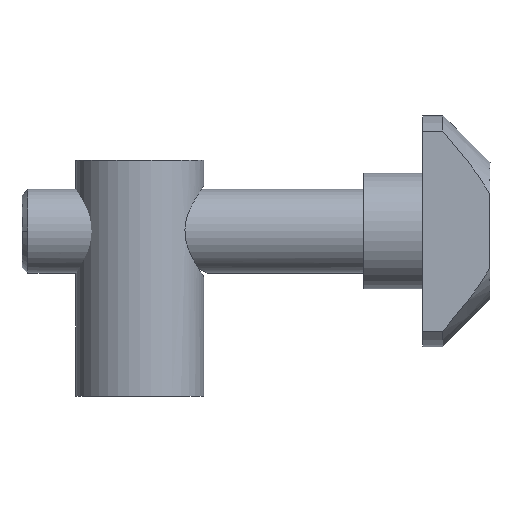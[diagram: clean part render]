
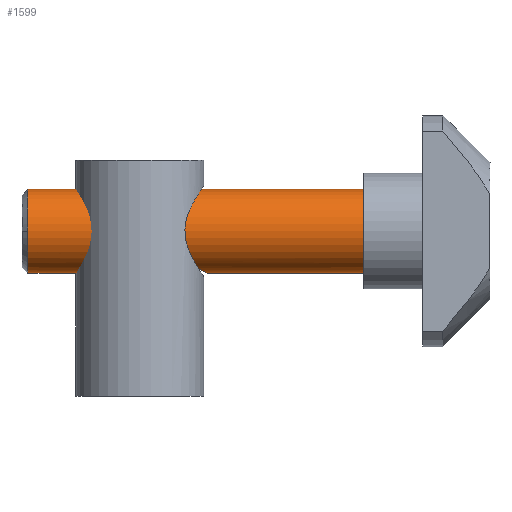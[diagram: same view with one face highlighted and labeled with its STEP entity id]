
A CAD part, top view. The second image highlights one B-rep face of the part: STEP entity #1599.
In plain terms, the highlighted cylindrical face has radius 3.55 mm (diameter 7.1 mm), a partial arc.
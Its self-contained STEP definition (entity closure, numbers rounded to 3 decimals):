
#24 = CARTESIAN_POINT ( 'NONE',  ( -20.3, -3.55, 0. ) ) ;
#37 = VERTEX_POINT ( 'NONE', #714 ) ;
#69 = CARTESIAN_POINT ( 'NONE',  ( -20.098, -3.444, 0.887 ) ) ;
#77 = CARTESIAN_POINT ( 'NONE',  ( -16.534, -2.275, 2.725 ) ) ;
#85 = CARTESIAN_POINT ( 'NONE',  ( -12.345, -3.526, 0.463 ) ) ;
#88 = VERTEX_POINT ( 'NONE', #227 ) ;
#95 = DIRECTION ( 'NONE',  ( -1., 0., 0. ) ) ;
#100 = ORIENTED_EDGE ( 'NONE', *, *, #567, .F. ) ;
#113 = VERTEX_POINT ( 'NONE', #1480 ) ;
#144 = LINE ( 'NONE', #1349, #989 ) ;
#158 = ORIENTED_EDGE ( 'NONE', *, *, #1546, .T. ) ;
#219 = CARTESIAN_POINT ( 'NONE',  ( -15.843, -2.275, 2.725 ) ) ;
#227 = CARTESIAN_POINT ( 'NONE',  ( -27.5, 0., 3.55 ) ) ;
#249 = DIRECTION ( 'NONE',  ( -1., 0., 0. ) ) ;
#259 = VECTOR ( 'NONE', #95, 1000. ) ;
#268 = VERTEX_POINT ( 'NONE', #521 ) ;
#337 = DIRECTION ( 'NONE',  ( -1., 0., 0. ) ) ;
#340 = CARTESIAN_POINT ( 'NONE',  ( -18.079, -2.571, 2.45 ) ) ;
#346 = CARTESIAN_POINT ( 'NONE',  ( -19.986, -3.386, 1.082 ) ) ;
#349 = ORIENTED_EDGE ( 'NONE', *, *, #447, .T. ) ;
#355 = DIRECTION ( 'NONE',  ( 0., -1., 0. ) ) ;
#363 = CARTESIAN_POINT ( 'NONE',  ( -16.765, -2.292, 2.711 ) ) ;
#411 = VECTOR ( 'NONE', #337, 1000. ) ;
#447 = EDGE_CURVE ( 'NONE', #268, #37, #999, .T. ) ;
#466 = EDGE_CURVE ( 'NONE', #113, #1171, #1296, .T. ) ;
#499 = CARTESIAN_POINT ( 'NONE',  ( -19.055, -2.943, 1.99 ) ) ;
#501 = AXIS2_PLACEMENT_3D ( 'NONE', #792, #1209, #1511 ) ;
#505 = CARTESIAN_POINT ( 'NONE',  ( -13.368, -3.022, 1.87 ) ) ;
#521 = CARTESIAN_POINT ( 'NONE',  ( -20.3, -3.55, 0. ) ) ;
#534 = LINE ( 'NONE', #615, #411 ) ;
#567 = EDGE_CURVE ( 'NONE', #113, #37, #144, .T. ) ;
#615 = CARTESIAN_POINT ( 'NONE',  ( 1., 3.55, 0. ) ) ;
#621 = CARTESIAN_POINT ( 'NONE',  ( -12.463, -3.465, 0.782 ) ) ;
#629 = CARTESIAN_POINT ( 'NONE',  ( -18.486, -2.712, 2.294 ) ) ;
#632 = EDGE_LOOP ( 'NONE', ( #1238, #158, #1684, #1431, #1540, #349, #100 ) ) ;
#635 = EDGE_CURVE ( 'NONE', #88, #973, #696, .T. ) ;
#638 = CARTESIAN_POINT ( 'NONE',  ( -12.881, -3.252, 1.436 ) ) ;
#644 = CARTESIAN_POINT ( 'NONE',  ( -13.036, -3.176, 1.593 ) ) ;
#696 = CIRCLE ( 'NONE', #1127, 3.55 ) ;
#711 = CARTESIAN_POINT ( 'NONE',  ( -27.5, -3.55, 0. ) ) ;
#714 = CARTESIAN_POINT ( 'NONE',  ( -12.3, -3.55, 0. ) ) ;
#776 = CARTESIAN_POINT ( 'NONE',  ( -19.235, -3.023, 1.868 ) ) ;
#779 = DIRECTION ( 'NONE',  ( 0., -1., 0. ) ) ;
#781 = LINE ( 'NONE', #795, #259 ) ;
#782 = CARTESIAN_POINT ( 'NONE',  ( -17.213, -2.353, 2.659 ) ) ;
#792 = CARTESIAN_POINT ( 'NONE',  ( -27.5, 0., 0. ) ) ;
#795 = CARTESIAN_POINT ( 'NONE',  ( 1., -3.55, 0. ) ) ;
#816 = DIRECTION ( 'NONE',  ( 1., 0., 0. ) ) ;
#872 = EDGE_CURVE ( 'NONE', #268, #973, #781, .T. ) ;
#875 = EDGE_CURVE ( 'NONE', #1677, #88, #1700, .T. ) ;
#892 = CARTESIAN_POINT ( 'NONE',  ( -13.546, -2.942, 1.991 ) ) ;
#910 = CARTESIAN_POINT ( 'NONE',  ( -12.682, -3.352, 1.173 ) ) ;
#919 = FACE_OUTER_BOUND ( 'NONE', #632, .T. ) ;
#973 = VERTEX_POINT ( 'NONE', #711 ) ;
#989 = VECTOR ( 'NONE', #249, 1000. ) ;
#999 = B_SPLINE_CURVE_WITH_KNOTS ( 'NONE', 3,
 ( #24, #1137, #1621, #69, #346, #1187, #1471, #776, #499, #1054, #629, #340, #1735, #1484, #782, #363, #77, #219, #1047, #1336, #1163, #892, #505, #644, #638, #910, #1320, #1615, #621, #85, #1625, #1032 ),
 .UNSPECIFIED., .F., .F.,
 ( 4, 2, 2, 2, 2, 2, 2, 2, 2, 2, 2, 2, 2, 2, 2, 4 ),
 ( 0., 0.001, 0.001, 0.002, 0.003, 0.003, 0.004, 0.005, 0.005, 0.007, 0.008, 0.009, 0.01, 0.01, 0.01, 0.011 ),
 .UNSPECIFIED. ) ;
#1032 = CARTESIAN_POINT ( 'NONE',  ( -12.3, -3.55, 0. ) ) ;
#1044 = CARTESIAN_POINT ( 'NONE',  ( 1., 0., 0. ) ) ;
#1047 = CARTESIAN_POINT ( 'NONE',  ( -15.392, -2.34, 2.674 ) ) ;
#1054 = CARTESIAN_POINT ( 'NONE',  ( -18.681, -2.787, 2.203 ) ) ;
#1127 = AXIS2_PLACEMENT_3D ( 'NONE', #1533, #816, #1385 ) ;
#1137 = CARTESIAN_POINT ( 'NONE',  ( -20.3, -3.55, 0.233 ) ) ;
#1163 = CARTESIAN_POINT ( 'NONE',  ( -14.112, -2.707, 2.312 ) ) ;
#1171 = VERTEX_POINT ( 'NONE', #1788 ) ;
#1187 = CARTESIAN_POINT ( 'NONE',  ( -19.719, -3.252, 1.435 ) ) ;
#1191 = DIRECTION ( 'NONE',  ( -1., 0., 0. ) ) ;
#1209 = DIRECTION ( 'NONE',  ( 1., 0., 0. ) ) ;
#1238 = ORIENTED_EDGE ( 'NONE', *, *, #466, .T. ) ;
#1258 = AXIS2_PLACEMENT_3D ( 'NONE', #1750, #1315, #355 ) ;
#1296 = CIRCLE ( 'NONE', #1258, 3.55 ) ;
#1315 = DIRECTION ( 'NONE',  ( -1., 0., 0. ) ) ;
#1320 = CARTESIAN_POINT ( 'NONE',  ( -12.621, -3.383, 1.08 ) ) ;
#1336 = CARTESIAN_POINT ( 'NONE',  ( -14.52, -2.559, 2.465 ) ) ;
#1349 = CARTESIAN_POINT ( 'NONE',  ( 1., -3.55, 0. ) ) ;
#1385 = DIRECTION ( 'NONE',  ( 0., -1., 0. ) ) ;
#1431 = ORIENTED_EDGE ( 'NONE', *, *, #635, .T. ) ;
#1471 = CARTESIAN_POINT ( 'NONE',  ( -19.567, -3.178, 1.59 ) ) ;
#1480 = CARTESIAN_POINT ( 'NONE',  ( 1., -3.55, 0. ) ) ;
#1484 = CARTESIAN_POINT ( 'NONE',  ( -17.433, -2.397, 2.62 ) ) ;
#1511 = DIRECTION ( 'NONE',  ( 0., -1., 0. ) ) ;
#1533 = CARTESIAN_POINT ( 'NONE',  ( -27.5, 0., 0. ) ) ;
#1540 = ORIENTED_EDGE ( 'NONE', *, *, #872, .F. ) ;
#1546 = EDGE_CURVE ( 'NONE', #1171, #1677, #534, .T. ) ;
#1547 = AXIS2_PLACEMENT_3D ( 'NONE', #1044, #1191, #779 ) ;
#1599 = ADVANCED_FACE ( 'NONE', ( #919 ), #1714, .T. ) ;
#1615 = CARTESIAN_POINT ( 'NONE',  ( -12.511, -3.439, 0.885 ) ) ;
#1621 = CARTESIAN_POINT ( 'NONE',  ( -20.257, -3.527, 0.459 ) ) ;
#1625 = CARTESIAN_POINT ( 'NONE',  ( -12.3, -3.55, 0.233 ) ) ;
#1677 = VERTEX_POINT ( 'NONE', #1769 ) ;
#1684 = ORIENTED_EDGE ( 'NONE', *, *, #875, .T. ) ;
#1700 = CIRCLE ( 'NONE', #501, 3.55 ) ;
#1714 = CYLINDRICAL_SURFACE ( 'NONE', #1547, 3.55 ) ;
#1735 = CARTESIAN_POINT ( 'NONE',  ( -17.866, -2.506, 2.516 ) ) ;
#1750 = CARTESIAN_POINT ( 'NONE',  ( 1., 0., 0. ) ) ;
#1769 = CARTESIAN_POINT ( 'NONE',  ( -27.5, 3.55, 0. ) ) ;
#1788 = CARTESIAN_POINT ( 'NONE',  ( 1., 3.55, 0. ) ) ;
